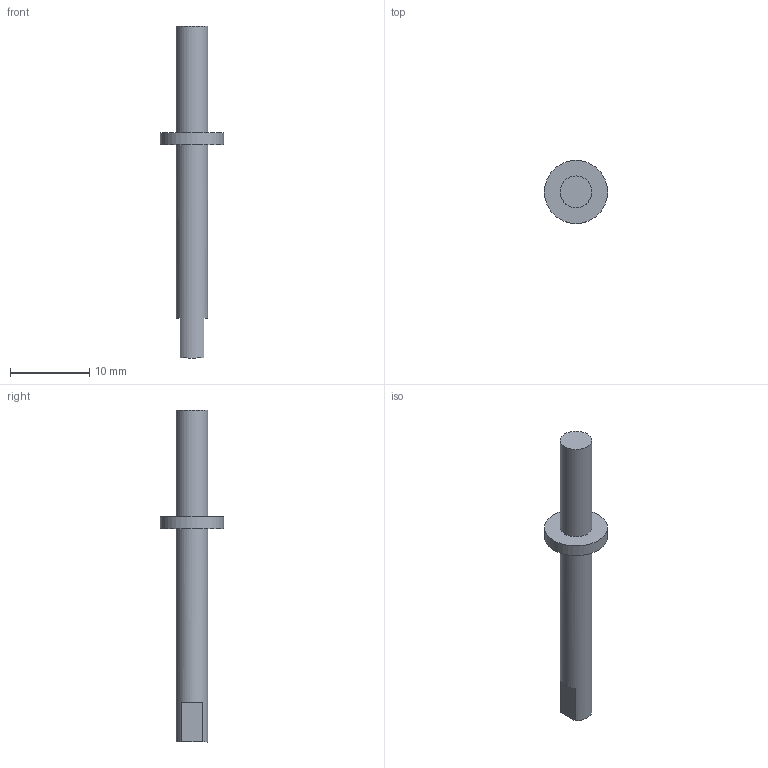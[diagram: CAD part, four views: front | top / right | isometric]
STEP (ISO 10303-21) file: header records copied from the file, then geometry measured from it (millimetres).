
FILE_DESCRIPTION(('FreeCAD Model'),'2;1');
FILE_NAME('APLINOV d''enhaut (19 février 2020)NEW PION 05-06-20.step','2020-06-05T08:13:52',( 'Author'),(''),'Open CASCADE STEP processor 7.2','FreeCAD','Unknown' );
FILE_SCHEMA(('AUTOMOTIVE_DESIGN { 1 0 10303 214 1 1 1 1 }'));
Length unit declared in the file: millimetre
Products named in the file (1): NEW_PION
Bounding box: 8 x 8 x 42 mm (x, y, z)
Volume: 575.3 mm3; surface area: 644.7 mm2
Topology: 1 solids, 1 shells, 11 faces, 21 edges, 14 vertices
Faces by surface type: plane 8, cylinder 3
Full cylindrical faces by diameter (mm): 4 x2, 8 x1
Entity records: 579 total; most frequent: DIRECTION 97, CARTESIAN_POINT 89, LINE 43, VECTOR 43, ORIENTED_EDGE 42, PCURVE 42, DEFINITIONAL_REPRESENTATION 42, AXIS2_PLACEMENT_3D 22
